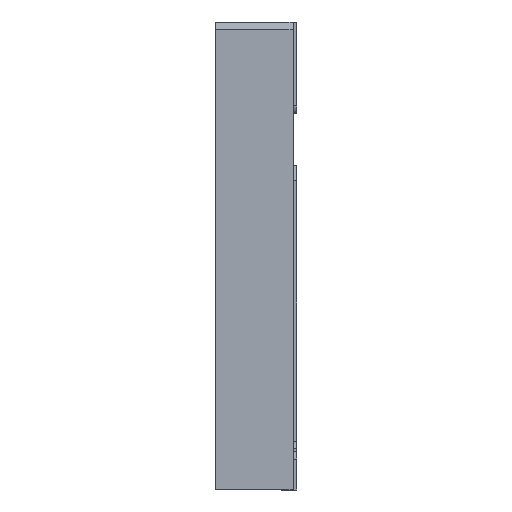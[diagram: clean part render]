
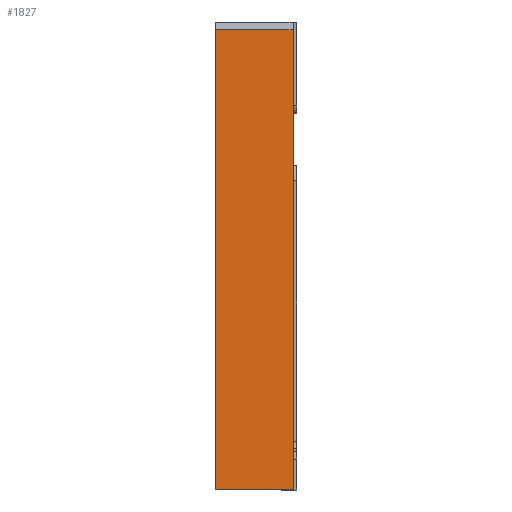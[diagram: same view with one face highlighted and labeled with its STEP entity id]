
A CAD part, left-side view. The second image highlights one B-rep face of the part: STEP entity #1827.
In plain terms, the highlighted planar face has unit normal (-1, 0, 0).
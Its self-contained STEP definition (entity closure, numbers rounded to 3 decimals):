
#277 = VERTEX_POINT ( 'NONE', #4780 ) ;
#341 = DIRECTION ( 'NONE',  ( 0., 0., 1. ) ) ;
#454 = EDGE_CURVE ( 'NONE', #4476, #277, #1071, .T. ) ;
#531 = CARTESIAN_POINT ( 'NONE',  ( -2.5, 0., 3. ) ) ;
#919 = FACE_OUTER_BOUND ( 'NONE', #4835, .T. ) ;
#1071 = LINE ( 'NONE', #1452, #5511 ) ;
#1312 = AXIS2_PLACEMENT_3D ( 'NONE', #5161, #11411, #6052 ) ;
#1452 = CARTESIAN_POINT ( 'NONE',  ( -2.5, 1., 2.9 ) ) ;
#1476 = VECTOR ( 'NONE', #3875, 1000. ) ;
#1711 = EDGE_CURVE ( 'NONE', #7490, #4476, #6950, .T. ) ;
#1827 = ADVANCED_FACE ( 'NONE', ( #919 ), #6898, .F. ) ;
#2241 = VECTOR ( 'NONE', #8575, 1000. ) ;
#3029 = CARTESIAN_POINT ( 'NONE',  ( -2.5, 1., -3. ) ) ;
#3865 = LINE ( 'NONE', #3029, #1476 ) ;
#3875 = DIRECTION ( 'NONE',  ( 0., -1., 0. ) ) ;
#4026 = VERTEX_POINT ( 'NONE', #10970 ) ;
#4476 = VERTEX_POINT ( 'NONE', #9009 ) ;
#4780 = CARTESIAN_POINT ( 'NONE',  ( -2.5, 1., 2.9 ) ) ;
#4835 = EDGE_LOOP ( 'NONE', ( #5711, #6573, #6497, #6735 ) ) ;
#5161 = CARTESIAN_POINT ( 'NONE',  ( -2.5, 1., 3. ) ) ;
#5511 = VECTOR ( 'NONE', #11227, 1000. ) ;
#5711 = ORIENTED_EDGE ( 'NONE', *, *, #1711, .T. ) ;
#6052 = DIRECTION ( 'NONE',  ( 0., 0., -1. ) ) ;
#6261 = LINE ( 'NONE', #11031, #10740 ) ;
#6497 = ORIENTED_EDGE ( 'NONE', *, *, #9208, .F. ) ;
#6573 = ORIENTED_EDGE ( 'NONE', *, *, #454, .T. ) ;
#6735 = ORIENTED_EDGE ( 'NONE', *, *, #7252, .T. ) ;
#6898 = PLANE ( 'NONE',  #1312 ) ;
#6950 = LINE ( 'NONE', #531, #2241 ) ;
#7252 = EDGE_CURVE ( 'NONE', #4026, #7490, #3865, .T. ) ;
#7490 = VERTEX_POINT ( 'NONE', #10413 ) ;
#8575 = DIRECTION ( 'NONE',  ( 0., 0., 1. ) ) ;
#9009 = CARTESIAN_POINT ( 'NONE',  ( -2.5, 0., 2.9 ) ) ;
#9208 = EDGE_CURVE ( 'NONE', #4026, #277, #6261, .T. ) ;
#10413 = CARTESIAN_POINT ( 'NONE',  ( -2.5, 0., -3. ) ) ;
#10740 = VECTOR ( 'NONE', #341, 1000. ) ;
#10970 = CARTESIAN_POINT ( 'NONE',  ( -2.5, 1., -3. ) ) ;
#11031 = CARTESIAN_POINT ( 'NONE',  ( -2.5, 1., 3. ) ) ;
#11227 = DIRECTION ( 'NONE',  ( 0., 1., 0. ) ) ;
#11411 = DIRECTION ( 'NONE',  ( 1., 0., 0. ) ) ;
